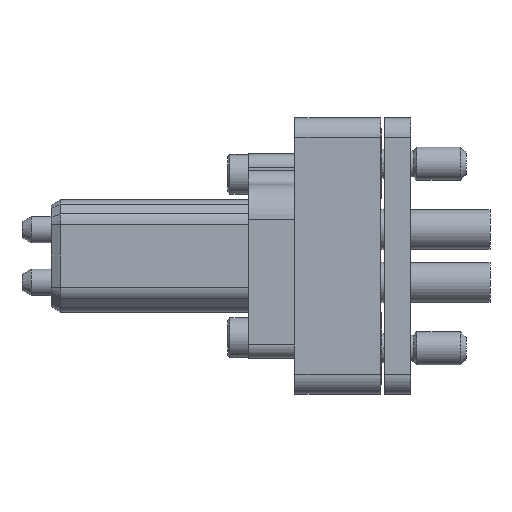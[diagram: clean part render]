
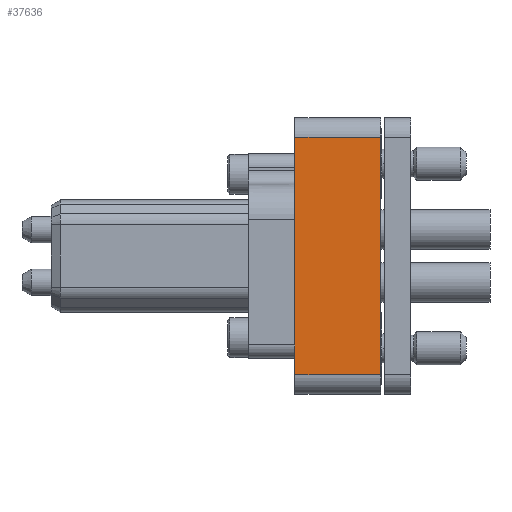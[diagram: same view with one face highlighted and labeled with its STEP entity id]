
A CAD part, left-side view. The second image highlights one B-rep face of the part: STEP entity #37636.
In plain terms, the highlighted planar face has unit normal (-1, 0, 0).
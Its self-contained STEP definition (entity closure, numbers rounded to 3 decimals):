
#483 = CARTESIAN_POINT ( 'NONE',  ( -5.75, 0., -10.5 ) ) ;
#2993 = DIRECTION ( 'NONE',  ( 0., 0., 1. ) ) ;
#3255 = LINE ( 'NONE', #483, #7296 ) ;
#3627 = CARTESIAN_POINT ( 'NONE',  ( -5.75, 6.5, -9. ) ) ;
#4172 = CARTESIAN_POINT ( 'NONE',  ( -5.75, 6.5, -10.5 ) ) ;
#4645 = DIRECTION ( 'NONE',  ( 0., -1., 0. ) ) ;
#4797 = LINE ( 'NONE', #33232, #37917 ) ;
#5521 = DIRECTION ( 'NONE',  ( 0., 0., -1. ) ) ;
#6682 = FACE_OUTER_BOUND ( 'NONE', #39609, .T. ) ;
#7296 = VECTOR ( 'NONE', #19715, 1000. ) ;
#7548 = VERTEX_POINT ( 'NONE', #3627 ) ;
#9854 = ORIENTED_EDGE ( 'NONE', *, *, #25710, .T. ) ;
#10252 = ORIENTED_EDGE ( 'NONE', *, *, #36697, .T. ) ;
#11034 = VECTOR ( 'NONE', #5521, 1000. ) ;
#11730 = CARTESIAN_POINT ( 'NONE',  ( -5.75, 6.5, -6.75 ) ) ;
#11802 = VERTEX_POINT ( 'NONE', #39136 ) ;
#16174 = CARTESIAN_POINT ( 'NONE',  ( -5.75, 6.5, 9. ) ) ;
#17005 = VECTOR ( 'NONE', #2993, 1000. ) ;
#17345 = DIRECTION ( 'NONE',  ( 1., 0., 0. ) ) ;
#17715 = LINE ( 'NONE', #16174, #40292 ) ;
#18271 = CARTESIAN_POINT ( 'NONE',  ( -5.75, 6.5, 7.75 ) ) ;
#19304 = VECTOR ( 'NONE', #26231, 1000. ) ;
#19683 = EDGE_CURVE ( 'Defeature ausgef�hrt2_138+Defeature ausgef�hrt2_141+Defeature ausgef�hrt2_171+Defeature ausgef�hrt2_137', #35997, #11802, #28594, .T. ) ;
#19715 = DIRECTION ( 'NONE',  ( 0., 0., 1. ) ) ;
#19753 = CARTESIAN_POINT ( 'NONE',  ( -5.75, 0., 9. ) ) ;
#20986 = ORIENTED_EDGE ( 'NONE', *, *, #19683, .F. ) ;
#21340 = LINE ( 'NONE', #4172, #19304 ) ;
#22538 = DIRECTION ( 'NONE',  ( 0., 1., 0. ) ) ;
#22983 = EDGE_CURVE ( 'Defeature ausgef�hrt2_141+Defeature ausgef�hrt2_163+Defeature ausgef�hrt2_138+Defeature ausgef�hrt2_139', #35997, #33519, #40131, .T. ) ;
#25710 = EDGE_CURVE ( 'Defeature ausgef�hrt2_141+Defeature ausgef�hrt2_131+Defeature ausgef�hrt2_132+Defeature ausgef�hrt2_137', #35495, #37495, #3255, .T. ) ;
#26231 = DIRECTION ( 'NONE',  ( 0., 0., 1. ) ) ;
#26764 = PLANE ( 'NONE',  #27915 ) ;
#27915 = AXIS2_PLACEMENT_3D ( 'NONE', #29852, #17345, #39661 ) ;
#28302 = ORIENTED_EDGE ( 'NONE', *, *, #28839, .F. ) ;
#28594 = LINE ( 'NONE', #38199, #17005 ) ;
#28839 = EDGE_CURVE ( 'Defeature ausgef�hrt2_139+Defeature ausgef�hrt2_141+Defeature ausgef�hrt2_132+Defeature ausgef�hrt2_175', #7548, #33519, #21340, .T. ) ;
#29109 = ORIENTED_EDGE ( 'NONE', *, *, #38119, .T. ) ;
#29852 = CARTESIAN_POINT ( 'NONE',  ( -5.75, 6.5, -10.5 ) ) ;
#33232 = CARTESIAN_POINT ( 'NONE',  ( -5.75, 6.5, -9. ) ) ;
#33519 = VERTEX_POINT ( 'NONE', #11730 ) ;
#35133 = CARTESIAN_POINT ( 'NONE',  ( -5.75, 0., -9. ) ) ;
#35495 = VERTEX_POINT ( 'NONE', #35133 ) ;
#35997 = VERTEX_POINT ( 'NONE', #36112 ) ;
#36112 = CARTESIAN_POINT ( 'NONE',  ( -5.75, 6.5, 2.75 ) ) ;
#36697 = EDGE_CURVE ( 'Defeature ausgef�hrt2_141+Defeature ausgef�hrt2_132+Defeature ausgef�hrt2_139+Defeature ausgef�hrt2_131', #7548, #35495, #4797, .T. ) ;
#37495 = VERTEX_POINT ( 'NONE', #19753 ) ;
#37636 = ADVANCED_FACE ( 'Defeature ausgef�hrt2_141', ( #6682 ), #26764, .F. ) ;
#37917 = VECTOR ( 'NONE', #4645, 1000. ) ;
#38119 = EDGE_CURVE ( 'Defeature ausgef�hrt2_141+Defeature ausgef�hrt2_137+Defeature ausgef�hrt2_131+Defeature ausgef�hrt2_138', #37495, #11802, #17715, .T. ) ;
#38199 = CARTESIAN_POINT ( 'NONE',  ( -5.75, 6.5, -10.5 ) ) ;
#39136 = CARTESIAN_POINT ( 'NONE',  ( -5.75, 6.5, 9. ) ) ;
#39609 = EDGE_LOOP ( 'NONE', ( #28302, #10252, #9854, #29109, #20986, #40556 ) ) ;
#39661 = DIRECTION ( 'NONE',  ( 0., 1., 0. ) ) ;
#40131 = LINE ( 'NONE', #18271, #11034 ) ;
#40292 = VECTOR ( 'NONE', #22538, 1000. ) ;
#40556 = ORIENTED_EDGE ( 'NONE', *, *, #22983, .T. ) ;
